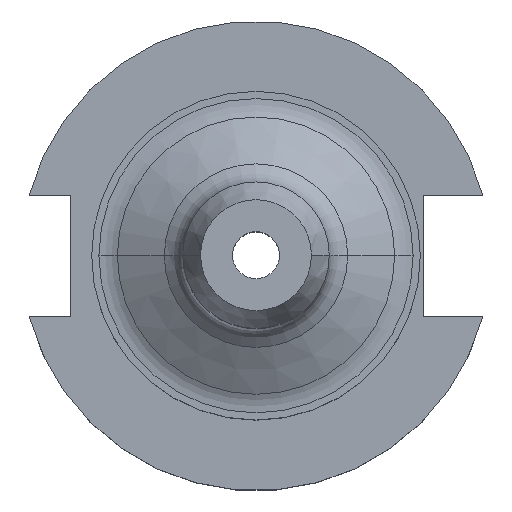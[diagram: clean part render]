
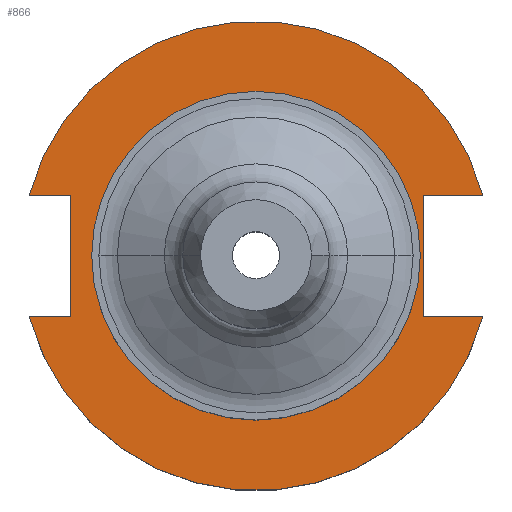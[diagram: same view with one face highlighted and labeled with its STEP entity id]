
A CAD part, top view. The second image highlights one B-rep face of the part: STEP entity #866.
In plain terms, the highlighted planar face has unit normal (0, 0, 1).
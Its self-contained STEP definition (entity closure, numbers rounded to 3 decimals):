
#16 = CARTESIAN_POINT ( 'NONE',  ( -61.091, 8.191, 19.05 ) ) ;
#30 = EDGE_CURVE ( 'NONE', #843, #1650, #759, .T. ) ;
#84 = AXIS2_PLACEMENT_3D ( 'NONE', #107, #364, #241 ) ;
#103 = DIRECTION ( 'NONE',  ( -1., 0., 0. ) ) ;
#107 = CARTESIAN_POINT ( 'NONE',  ( 0., 0., 19.05 ) ) ;
#122 = PLANE ( 'NONE',  #1049 ) ;
#124 = VERTEX_POINT ( 'NONE', #451 ) ;
#137 = CARTESIAN_POINT ( 'NONE',  ( 22.606, -8.191, 19.05 ) ) ;
#139 = CARTESIAN_POINT ( 'NONE',  ( 22.606, 22.225, 19.05 ) ) ;
#179 = DIRECTION ( 'NONE',  ( 0., 0., 1. ) ) ;
#196 = CARTESIAN_POINT ( 'NONE',  ( -25.091, 8.191, 19.05 ) ) ;
#209 = ORIENTED_EDGE ( 'NONE', *, *, #851, .T. ) ;
#215 = CIRCLE ( 'NONE', #424, 31.75 ) ;
#236 = VERTEX_POINT ( 'NONE', #599 ) ;
#241 = DIRECTION ( 'NONE',  ( 1., 0., 0. ) ) ;
#245 = DIRECTION ( 'NONE',  ( -1., 0., 0. ) ) ;
#251 = VERTEX_POINT ( 'NONE', #1677 ) ;
#274 = VERTEX_POINT ( 'NONE', #375 ) ;
#306 = VECTOR ( 'NONE', #965, 1000. ) ;
#318 = VERTEX_POINT ( 'NONE', #1773 ) ;
#331 = DIRECTION ( 'NONE',  ( 0., -1., 0. ) ) ;
#344 = CARTESIAN_POINT ( 'NONE',  ( 30.675, 8.191, 19.05 ) ) ;
#364 = DIRECTION ( 'NONE',  ( 0., 0., 1. ) ) ;
#367 = CARTESIAN_POINT ( 'NONE',  ( 0., -8.191, 19.05 ) ) ;
#368 = DIRECTION ( 'NONE',  ( 1., 0., 0. ) ) ;
#375 = CARTESIAN_POINT ( 'NONE',  ( 22.225, 0., 19.05 ) ) ;
#400 = VECTOR ( 'NONE', #1105, 1000. ) ;
#402 = VERTEX_POINT ( 'NONE', #1394 ) ;
#424 = AXIS2_PLACEMENT_3D ( 'NONE', #655, #1171, #368 ) ;
#441 = DIRECTION ( 'NONE',  ( 0., 1., 0. ) ) ;
#445 = LINE ( 'NONE', #16, #400 ) ;
#451 = CARTESIAN_POINT ( 'NONE',  ( -30.675, 8.191, 19.05 ) ) ;
#474 = CARTESIAN_POINT ( 'NONE',  ( -25.091, -8.191, 19.05 ) ) ;
#488 = ORIENTED_EDGE ( 'NONE', *, *, #642, .T. ) ;
#511 = ORIENTED_EDGE ( 'NONE', *, *, #30, .F. ) ;
#543 = ORIENTED_EDGE ( 'NONE', *, *, #890, .F. ) ;
#569 = EDGE_CURVE ( 'NONE', #318, #572, #918, .T. ) ;
#572 = VERTEX_POINT ( 'NONE', #474 ) ;
#599 = CARTESIAN_POINT ( 'NONE',  ( 30.675, -8.191, 19.05 ) ) ;
#615 = FACE_OUTER_BOUND ( 'NONE', #1151, .T. ) ;
#633 = ORIENTED_EDGE ( 'NONE', *, *, #1624, .T. ) ;
#642 = EDGE_CURVE ( 'NONE', #1057, #1650, #1213, .T. ) ;
#649 = VECTOR ( 'NONE', #331, 1000. ) ;
#655 = CARTESIAN_POINT ( 'NONE',  ( 0., 0., 19.05 ) ) ;
#733 = LINE ( 'NONE', #367, #1083 ) ;
#759 = LINE ( 'NONE', #913, #1337 ) ;
#818 = ORIENTED_EDGE ( 'NONE', *, *, #1190, .T. ) ;
#843 = VERTEX_POINT ( 'NONE', #344 ) ;
#851 = EDGE_CURVE ( 'NONE', #843, #124, #215, .T. ) ;
#854 = CARTESIAN_POINT ( 'NONE',  ( -61.091, -8.191, 19.05 ) ) ;
#865 = ORIENTED_EDGE ( 'NONE', *, *, #1276, .F. ) ;
#866 = ADVANCED_FACE ( 'NONE', ( #966, #615 ), #122, .F. ) ;
#890 = EDGE_CURVE ( 'NONE', #251, #274, #1768, .T. ) ;
#902 = ORIENTED_EDGE ( 'NONE', *, *, #569, .T. ) ;
#913 = CARTESIAN_POINT ( 'NONE',  ( 0., 8.191, 19.05 ) ) ;
#918 = LINE ( 'NONE', #196, #649 ) ;
#924 = ORIENTED_EDGE ( 'NONE', *, *, #1746, .F. ) ;
#965 = DIRECTION ( 'NONE',  ( 1., 0., 0. ) ) ;
#966 = FACE_BOUND ( 'NONE', #1389, .T. ) ;
#1049 = AXIS2_PLACEMENT_3D ( 'NONE', #1310, #1465, #245 ) ;
#1051 = CARTESIAN_POINT ( 'NONE',  ( 22.606, 8.191, 19.05 ) ) ;
#1057 = VERTEX_POINT ( 'NONE', #137 ) ;
#1083 = VECTOR ( 'NONE', #1578, 1000. ) ;
#1097 = EDGE_CURVE ( 'NONE', #402, #572, #1583, .T. ) ;
#1105 = DIRECTION ( 'NONE',  ( 1., 0., 0. ) ) ;
#1125 = DIRECTION ( 'NONE',  ( 1., 0., 0. ) ) ;
#1132 = AXIS2_PLACEMENT_3D ( 'NONE', #1599, #1189, #1740 ) ;
#1151 = EDGE_LOOP ( 'NONE', ( #902, #1506, #633, #924, #488, #511, #209, #818 ) ) ;
#1171 = DIRECTION ( 'NONE',  ( 0., 0., 1. ) ) ;
#1183 = AXIS2_PLACEMENT_3D ( 'NONE', #1407, #179, #1125 ) ;
#1189 = DIRECTION ( 'NONE',  ( 0., 0., 1. ) ) ;
#1190 = EDGE_CURVE ( 'NONE', #124, #318, #445, .T. ) ;
#1213 = LINE ( 'NONE', #139, #1319 ) ;
#1276 = EDGE_CURVE ( 'NONE', #274, #251, #1758, .T. ) ;
#1310 = CARTESIAN_POINT ( 'NONE',  ( 0., 22.225, 19.05 ) ) ;
#1319 = VECTOR ( 'NONE', #441, 1000. ) ;
#1337 = VECTOR ( 'NONE', #103, 1000. ) ;
#1389 = EDGE_LOOP ( 'NONE', ( #865, #543 ) ) ;
#1394 = CARTESIAN_POINT ( 'NONE',  ( -30.675, -8.191, 19.05 ) ) ;
#1407 = CARTESIAN_POINT ( 'NONE',  ( 0., 0., 19.05 ) ) ;
#1465 = DIRECTION ( 'NONE',  ( 0., 0., -1. ) ) ;
#1506 = ORIENTED_EDGE ( 'NONE', *, *, #1097, .F. ) ;
#1578 = DIRECTION ( 'NONE',  ( 1., 0., 0. ) ) ;
#1583 = LINE ( 'NONE', #854, #306 ) ;
#1599 = CARTESIAN_POINT ( 'NONE',  ( 0., 0., 19.05 ) ) ;
#1624 = EDGE_CURVE ( 'NONE', #402, #236, #1755, .T. ) ;
#1650 = VERTEX_POINT ( 'NONE', #1051 ) ;
#1677 = CARTESIAN_POINT ( 'NONE',  ( -22.225, 0., 19.05 ) ) ;
#1740 = DIRECTION ( 'NONE',  ( 1., 0., 0. ) ) ;
#1746 = EDGE_CURVE ( 'NONE', #1057, #236, #733, .T. ) ;
#1755 = CIRCLE ( 'NONE', #84, 31.75 ) ;
#1758 = CIRCLE ( 'NONE', #1183, 22.225 ) ;
#1768 = CIRCLE ( 'NONE', #1132, 22.225 ) ;
#1773 = CARTESIAN_POINT ( 'NONE',  ( -25.091, 8.191, 19.05 ) ) ;
